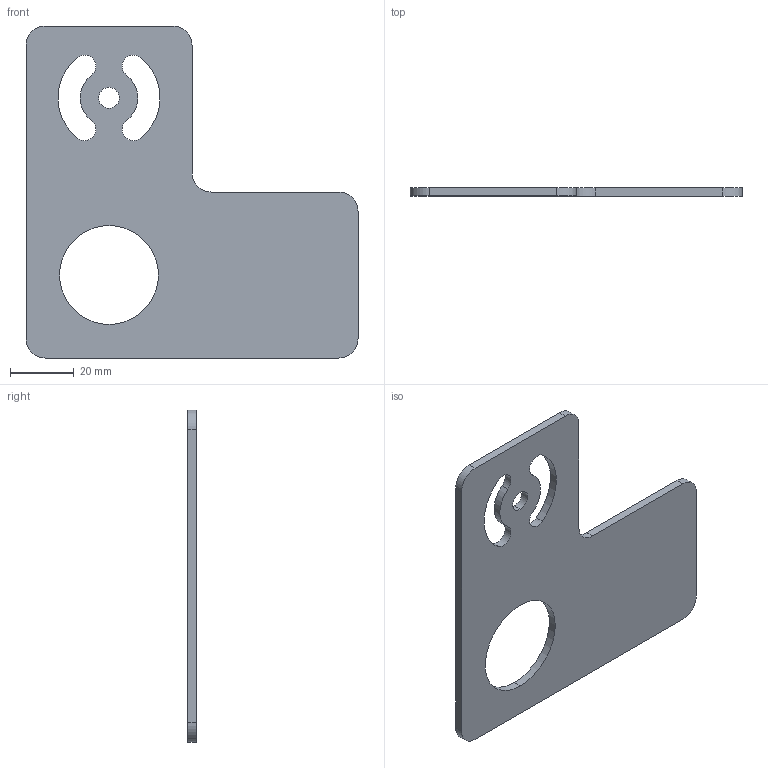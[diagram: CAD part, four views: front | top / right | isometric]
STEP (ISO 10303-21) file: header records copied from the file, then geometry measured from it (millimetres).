
FILE_DESCRIPTION((''),'2;1');
FILE_NAME('141787_SW','2008-08-11T',('banengservice'),('BANNER ENGINEERING'),'PRO/ENGINEER BY PARAMETRIC TECHNOLOGY CORPORATION, 2006170','PRO/ENGINEER BY PARAMETRIC TECHNOLOGY CORPORATION, 2006170','');
FILE_SCHEMA(('CONFIG_CONTROL_DESIGN'));
Length unit declared in the file: inch
Products named in the file (1): 141787_SW
Bounding box: 104 x 2.6 x 104 mm (x, y, z)
Volume: 17923.1 mm3; surface area: 15514.1 mm2
Topology: 1 solids, 1 shells, 454 faces, 1299 edges, 866 vertices
Faces by surface type: plane 436, cylinder 18
Entity records: 14595 total; most frequent: CARTESIAN_POINT 2619, ORIENTED_EDGE 2598, DIRECTION 2243, EDGE_CURVE 1299, VECTOR 1263, LINE 1263, VERTEX_POINT 866, AXIS2_PLACEMENT_3D 490
